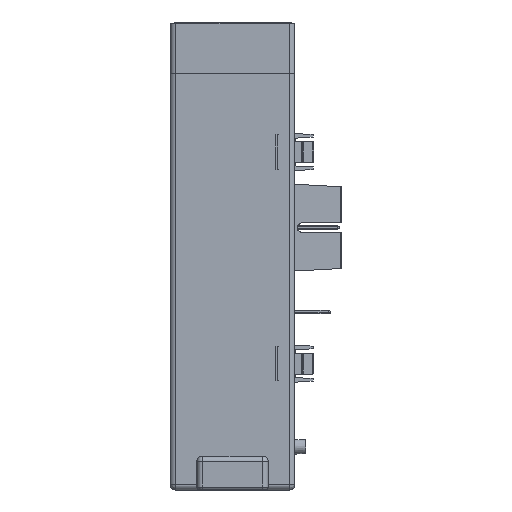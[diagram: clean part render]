
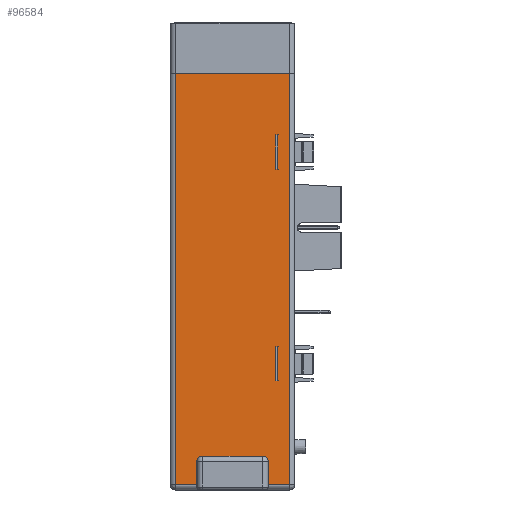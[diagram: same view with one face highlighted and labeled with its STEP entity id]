
A CAD part, front view. The second image highlights one B-rep face of the part: STEP entity #96584.
In plain terms, the highlighted planar face has unit normal (0, -1, 0).
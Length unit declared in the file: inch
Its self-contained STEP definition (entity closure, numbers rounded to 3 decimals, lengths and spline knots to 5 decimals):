
#4429 = CARTESIAN_POINT ( 'NONE',  ( -0.415, -1.51575, 0. ) ) ;
#5914 = ORIENTED_EDGE ( 'NONE', *, *, #85072, .F. ) ;
#9201 = VECTOR ( 'NONE', #100280, 39.37008 ) ;
#9581 = VERTEX_POINT ( 'NONE', #51157 ) ;
#10746 = FACE_OUTER_BOUND ( 'NONE', #12078, .T. ) ;
#12078 = EDGE_LOOP ( 'NONE', ( #5914, #13499, #152763, #55251 ) ) ;
#13499 = ORIENTED_EDGE ( 'NONE', *, *, #129930, .T. ) ;
#14751 = CARTESIAN_POINT ( 'NONE',  ( 0.4175, -1.51575, -1.7374 ) ) ;
#19290 = EDGE_CURVE ( 'NONE', #43719, #120149, #109711, .T. ) ;
#34674 = VECTOR ( 'NONE', #46876, 39.37008 ) ;
#39867 = VECTOR ( 'NONE', #111160, 39.37008 ) ;
#43719 = VERTEX_POINT ( 'NONE', #110648 ) ;
#46876 = DIRECTION ( 'NONE',  ( 0., 0., -1. ) ) ;
#51157 = CARTESIAN_POINT ( 'NONE',  ( 0.4175, -1.51575, 1.26209 ) ) ;
#55251 = ORIENTED_EDGE ( 'NONE', *, *, #100665, .F. ) ;
#56001 = LINE ( 'NONE', #103805, #171432 ) ;
#58483 = CARTESIAN_POINT ( 'NONE',  ( -0.4525, -1.51575, -1.7374 ) ) ;
#71024 = CARTESIAN_POINT ( 'NONE',  ( -0.4525, -1.51575, 0. ) ) ;
#71981 = LINE ( 'NONE', #98629, #39867 ) ;
#85072 = EDGE_CURVE ( 'NONE', #155027, #9581, #71981, .T. ) ;
#90711 = DIRECTION ( 'NONE',  ( 0., 0., -1. ) ) ;
#96584 = ADVANCED_FACE ( 'NONE', ( #10746 ), #126505, .T. ) ;
#98629 = CARTESIAN_POINT ( 'NONE',  ( -0.4525, -1.51575, 1.26209 ) ) ;
#100280 = DIRECTION ( 'NONE',  ( 1., 0., 0. ) ) ;
#100665 = EDGE_CURVE ( 'NONE', #9581, #120149, #56001, .T. ) ;
#103805 = CARTESIAN_POINT ( 'NONE',  ( 0.4175, -1.51575, 0. ) ) ;
#105195 = CARTESIAN_POINT ( 'NONE',  ( -0.415, -1.51575, 1.26209 ) ) ;
#109711 = LINE ( 'NONE', #58483, #9201 ) ;
#110648 = CARTESIAN_POINT ( 'NONE',  ( -0.415, -1.51575, -1.7374 ) ) ;
#110974 = DIRECTION ( 'NONE',  ( 0., 0., -1. ) ) ;
#111160 = DIRECTION ( 'NONE',  ( 1., 0., 0. ) ) ;
#113691 = LINE ( 'NONE', #4429, #34674 ) ;
#120149 = VERTEX_POINT ( 'NONE', #14751 ) ;
#125929 = DIRECTION ( 'NONE',  ( 0., -1., 0. ) ) ;
#126505 = PLANE ( 'NONE',  #152731 ) ;
#129930 = EDGE_CURVE ( 'NONE', #155027, #43719, #113691, .T. ) ;
#152731 = AXIS2_PLACEMENT_3D ( 'NONE', #71024, #125929, #110974 ) ;
#152763 = ORIENTED_EDGE ( 'NONE', *, *, #19290, .T. ) ;
#155027 = VERTEX_POINT ( 'NONE', #105195 ) ;
#171432 = VECTOR ( 'NONE', #90711, 39.37008 ) ;
